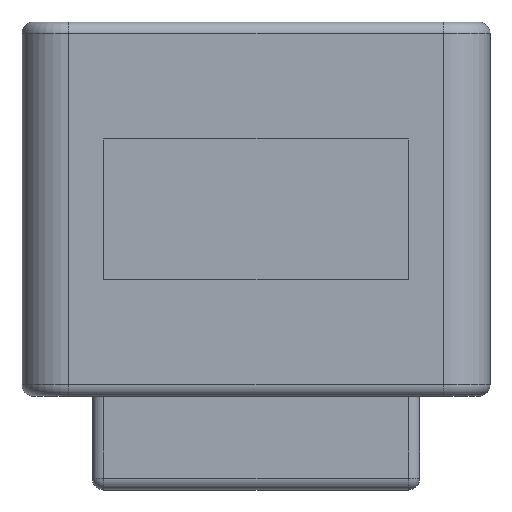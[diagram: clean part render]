
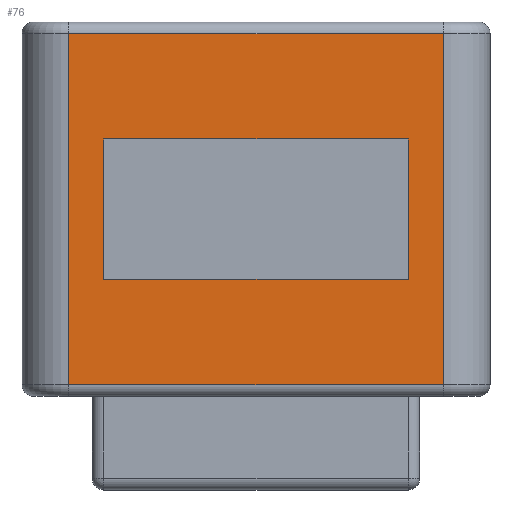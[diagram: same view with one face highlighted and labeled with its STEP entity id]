
A CAD part, front view. The second image highlights one B-rep face of the part: STEP entity #76.
In plain terms, the highlighted planar face has unit normal (0, -1, 0).
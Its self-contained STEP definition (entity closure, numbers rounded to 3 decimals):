
#31 = ORIENTED_EDGE ( 'NONE', *, *, #262, .T. ) ;
#37 = EDGE_LOOP ( 'NONE', ( #31, #44, #403, #46 ) ) ;
#39 = VERTEX_POINT ( 'NONE', #785 ) ;
#44 = ORIENTED_EDGE ( 'NONE', *, *, #2888, .T. ) ;
#45 = VERTEX_POINT ( 'NONE', #771 ) ;
#46 = ORIENTED_EDGE ( 'NONE', *, *, #167, .T. ) ;
#57 = EDGE_LOOP ( 'NONE', ( #2889, #2876, #2985, #490 ) ) ;
#58 = VERTEX_POINT ( 'NONE', #853 ) ;
#60 = EDGE_CURVE ( 'NONE', #78, #45, #797, .T. ) ;
#76 = ADVANCED_FACE ( 'NONE', ( #865, #869 ), #835, .F. ) ;
#78 = VERTEX_POINT ( 'NONE', #876 ) ;
#167 = EDGE_CURVE ( 'NONE', #45, #58, #1043, .T. ) ;
#262 = EDGE_CURVE ( 'NONE', #58, #39, #1184, .T. ) ;
#313 = VERTEX_POINT ( 'NONE', #1288 ) ;
#364 = VERTEX_POINT ( 'NONE', #1383 ) ;
#403 = ORIENTED_EDGE ( 'NONE', *, *, #60, .T. ) ;
#409 = EDGE_CURVE ( 'NONE', #313, #364, #1430, .T. ) ;
#451 = DIRECTION ( 'NONE',  ( 1., 0., 0. ) ) ;
#478 = EDGE_CURVE ( 'NONE', #2777, #2858, #1552, .T. ) ;
#490 = ORIENTED_EDGE ( 'NONE', *, *, #2769, .F. ) ;
#766 = CARTESIAN_POINT ( 'NONE',  ( 8., -10., 8. ) ) ;
#771 = CARTESIAN_POINT ( 'NONE',  ( 8., -10., 7.5 ) ) ;
#785 = CARTESIAN_POINT ( 'NONE',  ( -8., -10., -7.5 ) ) ;
#797 = LINE ( 'NONE', #766, #845 ) ;
#833 = AXIS2_PLACEMENT_3D ( 'NONE', #864, #868, #922 ) ;
#835 = PLANE ( 'NONE',  #833 ) ;
#844 = DIRECTION ( 'NONE',  ( 0., 0., 1. ) ) ;
#845 = VECTOR ( 'NONE', #844, 1000. ) ;
#853 = CARTESIAN_POINT ( 'NONE',  ( -8., -10., 7.5 ) ) ;
#864 = CARTESIAN_POINT ( 'NONE',  ( 10., -10., 8. ) ) ;
#865 = FACE_BOUND ( 'NONE', #57, .T. ) ;
#868 = DIRECTION ( 'NONE',  ( 0., 1., 0. ) ) ;
#869 = FACE_OUTER_BOUND ( 'NONE', #37, .T. ) ;
#876 = CARTESIAN_POINT ( 'NONE',  ( 8., -10., -7.5 ) ) ;
#922 = DIRECTION ( 'NONE',  ( 0., 0., 1. ) ) ;
#1034 = DIRECTION ( 'NONE',  ( -1., 0., 0. ) ) ;
#1035 = VECTOR ( 'NONE', #1034, 1000. ) ;
#1036 = CARTESIAN_POINT ( 'NONE',  ( -8., -10., 7.5 ) ) ;
#1043 = LINE ( 'NONE', #1036, #1035 ) ;
#1180 = DIRECTION ( 'NONE',  ( 0., 0., -1. ) ) ;
#1181 = VECTOR ( 'NONE', #1180, 1000. ) ;
#1182 = CARTESIAN_POINT ( 'NONE',  ( -8., -10., 8. ) ) ;
#1184 = LINE ( 'NONE', #1182, #1181 ) ;
#1288 = CARTESIAN_POINT ( 'NONE',  ( 6.5, -10., 3. ) ) ;
#1383 = CARTESIAN_POINT ( 'NONE',  ( -6.5, -10., 3. ) ) ;
#1430 = LINE ( 'NONE', #1466, #1465 ) ;
#1461 = VECTOR ( 'NONE', #451, 1000. ) ;
#1464 = DIRECTION ( 'NONE',  ( -1., 0., 0. ) ) ;
#1465 = VECTOR ( 'NONE', #1464, 1000. ) ;
#1466 = CARTESIAN_POINT ( 'NONE',  ( -6.5, -10., 3. ) ) ;
#1551 = CARTESIAN_POINT ( 'NONE',  ( -6.5, -10., -3. ) ) ;
#1552 = LINE ( 'NONE', #1551, #1597 ) ;
#1596 = DIRECTION ( 'NONE',  ( 1., 0., 0. ) ) ;
#1597 = VECTOR ( 'NONE', #1596, 1000. ) ;
#2164 = LINE ( 'NONE', #2174, #1461 ) ;
#2174 = CARTESIAN_POINT ( 'NONE',  ( 10., -10., -7.5 ) ) ;
#2194 = DIRECTION ( 'NONE',  ( 0., 0., -1. ) ) ;
#2195 = VECTOR ( 'NONE', #2194, 1000. ) ;
#2196 = CARTESIAN_POINT ( 'NONE',  ( -6.5, -10., 3. ) ) ;
#2200 = LINE ( 'NONE', #2196, #2195 ) ;
#2247 = CARTESIAN_POINT ( 'NONE',  ( -6.5, -10., -3. ) ) ;
#2359 = CARTESIAN_POINT ( 'NONE',  ( 6.5, -10., -3. ) ) ;
#2377 = LINE ( 'NONE', #2383, #2439 ) ;
#2382 = DIRECTION ( 'NONE',  ( 0., 0., 1. ) ) ;
#2383 = CARTESIAN_POINT ( 'NONE',  ( 6.5, -10., 3. ) ) ;
#2439 = VECTOR ( 'NONE', #2382, 1000. ) ;
#2769 = EDGE_CURVE ( 'NONE', #364, #2777, #2200, .T. ) ;
#2777 = VERTEX_POINT ( 'NONE', #2247 ) ;
#2858 = VERTEX_POINT ( 'NONE', #2359 ) ;
#2875 = EDGE_CURVE ( 'NONE', #2858, #313, #2377, .T. ) ;
#2876 = ORIENTED_EDGE ( 'NONE', *, *, #2875, .F. ) ;
#2888 = EDGE_CURVE ( 'NONE', #39, #78, #2164, .T. ) ;
#2889 = ORIENTED_EDGE ( 'NONE', *, *, #409, .F. ) ;
#2985 = ORIENTED_EDGE ( 'NONE', *, *, #478, .F. ) ;
